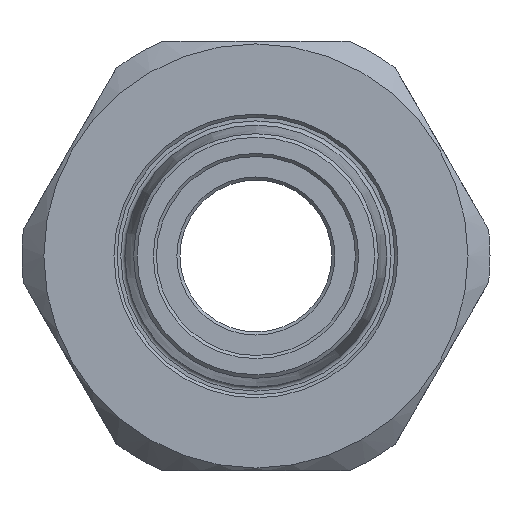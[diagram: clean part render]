
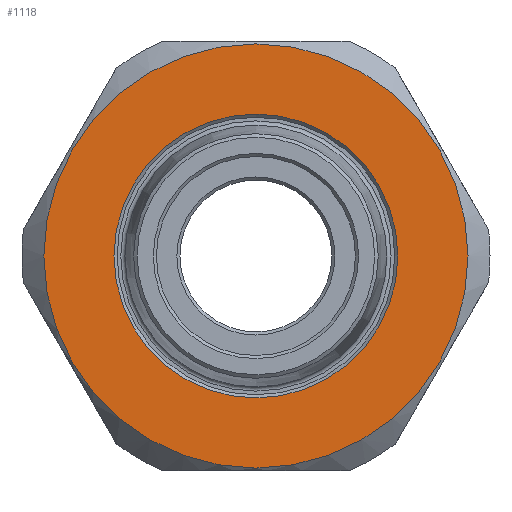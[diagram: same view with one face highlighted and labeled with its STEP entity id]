
A CAD part, left-side view. The second image highlights one B-rep face of the part: STEP entity #1118.
In plain terms, the highlighted planar face has unit normal (-1, 0, 0).
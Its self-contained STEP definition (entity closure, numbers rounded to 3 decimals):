
#41=FACE_BOUND('',#215,.T.);
#105=PLANE('',#1286);
#143=FACE_OUTER_BOUND('',#214,.T.);
#214=EDGE_LOOP('',(#851));
#215=EDGE_LOOP('',(#852));
#395=CIRCLE('',#1266,20.25);
#405=CIRCLE('',#1285,13.55);
#502=VERTEX_POINT('',#1912);
#511=VERTEX_POINT('',#1947);
#625=EDGE_CURVE('',#502,#502,#395,.T.);
#639=EDGE_CURVE('',#511,#511,#405,.T.);
#851=ORIENTED_EDGE('',*,*,#625,.T.);
#852=ORIENTED_EDGE('',*,*,#639,.F.);
#1118=ADVANCED_FACE('',(#143,#41),#105,.T.);
#1266=AXIS2_PLACEMENT_3D('',#1914,#1480,#1481);
#1285=AXIS2_PLACEMENT_3D('',#1948,#1521,#1522);
#1286=AXIS2_PLACEMENT_3D('',#1950,#1524,#1525);
#1480=DIRECTION('center_axis',(-1.,0.,0.));
#1481=DIRECTION('ref_axis',(0.,1.,0.));
#1521=DIRECTION('center_axis',(-1.,0.,0.));
#1522=DIRECTION('ref_axis',(0.,0.,-1.));
#1524=DIRECTION('center_axis',(-1.,0.,0.));
#1525=DIRECTION('ref_axis',(0.,0.,1.));
#1912=CARTESIAN_POINT('',(-16.,-20.25,0.));
#1914=CARTESIAN_POINT('Origin',(-16.,0.,0.));
#1947=CARTESIAN_POINT('',(-16.,0.,13.55));
#1948=CARTESIAN_POINT('Origin',(-16.,0.,0.));
#1950=CARTESIAN_POINT('Origin',(-16.,0.,0.));
